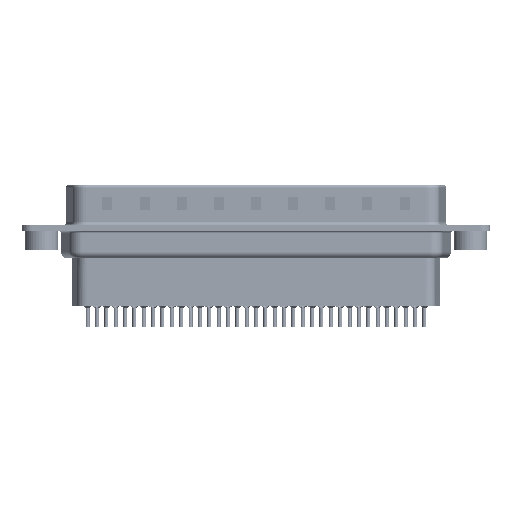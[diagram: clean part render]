
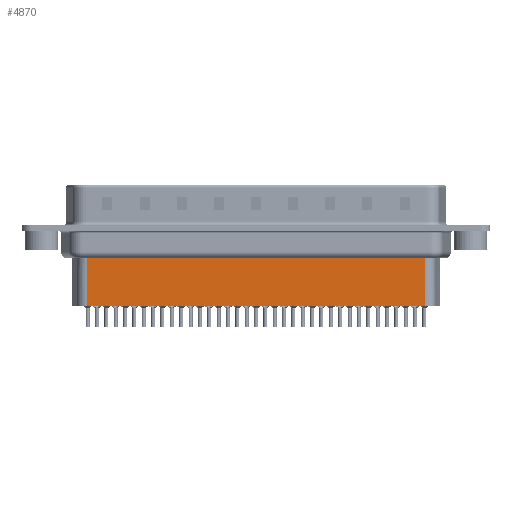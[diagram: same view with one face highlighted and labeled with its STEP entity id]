
A CAD part, front view. The second image highlights one B-rep face of the part: STEP entity #4870.
In plain terms, the highlighted planar face has unit normal (0, -1, 0).
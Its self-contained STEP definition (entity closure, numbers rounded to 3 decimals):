
#588 = LINE ( 'NONE', #22538, #24275 ) ;
#3375 = DIRECTION ( 'NONE',  ( -1., 0., 0. ) ) ;
#3852 = VECTOR ( 'NONE', #24537, 1000. ) ;
#4870 = ADVANCED_FACE ( 'NONE', ( #28473 ), #6286, .T. ) ;
#5793 = ORIENTED_EDGE ( 'NONE', *, *, #28721, .F. ) ;
#5974 = CARTESIAN_POINT ( 'NONE',  ( 6.706, -3.5, -3.1 ) ) ;
#6286 = PLANE ( 'NONE',  #17405 ) ;
#6961 = DIRECTION ( 'NONE',  ( 0., -1., 0. ) ) ;
#7159 = DIRECTION ( 'NONE',  ( 1., 0., 0. ) ) ;
#10766 = VERTEX_POINT ( 'NONE', #26655 ) ;
#12013 = DIRECTION ( 'NONE',  ( -1., 0., 0. ) ) ;
#13411 = VERTEX_POINT ( 'NONE', #23005 ) ;
#14259 = ORIENTED_EDGE ( 'NONE', *, *, #21072, .F. ) ;
#14733 = EDGE_LOOP ( 'NONE', ( #14259, #21832, #21009, #5793 ) ) ;
#15176 = LINE ( 'NONE', #16631, #26580 ) ;
#16631 = CARTESIAN_POINT ( 'NONE',  ( 6.459, -3.5, -4.097 ) ) ;
#17405 = AXIS2_PLACEMENT_3D ( 'NONE', #5974, #6961, #7159 ) ;
#18090 = EDGE_CURVE ( 'NONE', #27076, #13411, #15176, .T. ) ;
#19940 = VERTEX_POINT ( 'NONE', #21094 ) ;
#20082 = CARTESIAN_POINT ( 'NONE',  ( 56.794, -3.5, -3.1 ) ) ;
#21009 = ORIENTED_EDGE ( 'NONE', *, *, #28422, .T. ) ;
#21072 = EDGE_CURVE ( 'NONE', #27076, #10766, #21432, .T. ) ;
#21094 = CARTESIAN_POINT ( 'NONE',  ( 6.706, -3.5, -11.45 ) ) ;
#21432 = LINE ( 'NONE', #20082, #3852 ) ;
#21832 = ORIENTED_EDGE ( 'NONE', *, *, #18090, .T. ) ;
#22538 = CARTESIAN_POINT ( 'NONE',  ( 6.706, -3.5, -3.1 ) ) ;
#23005 = CARTESIAN_POINT ( 'NONE',  ( 6.706, -3.5, -4.097 ) ) ;
#23169 = VECTOR ( 'NONE', #3375, 1000. ) ;
#23913 = CARTESIAN_POINT ( 'NONE',  ( 6.706, -3.5, -11.45 ) ) ;
#24275 = VECTOR ( 'NONE', #29298, 1000. ) ;
#24537 = DIRECTION ( 'NONE',  ( 0., 0., -1. ) ) ;
#26580 = VECTOR ( 'NONE', #12013, 1000. ) ;
#26655 = CARTESIAN_POINT ( 'NONE',  ( 56.794, -3.5, -11.45 ) ) ;
#27076 = VERTEX_POINT ( 'NONE', #28631 ) ;
#28422 = EDGE_CURVE ( 'NONE', #13411, #19940, #588, .T. ) ;
#28473 = FACE_OUTER_BOUND ( 'NONE', #14733, .T. ) ;
#28631 = CARTESIAN_POINT ( 'NONE',  ( 56.794, -3.5, -4.097 ) ) ;
#28721 = EDGE_CURVE ( 'NONE', #10766, #19940, #29147, .T. ) ;
#29147 = LINE ( 'NONE', #23913, #23169 ) ;
#29298 = DIRECTION ( 'NONE',  ( 0., 0., -1. ) ) ;
